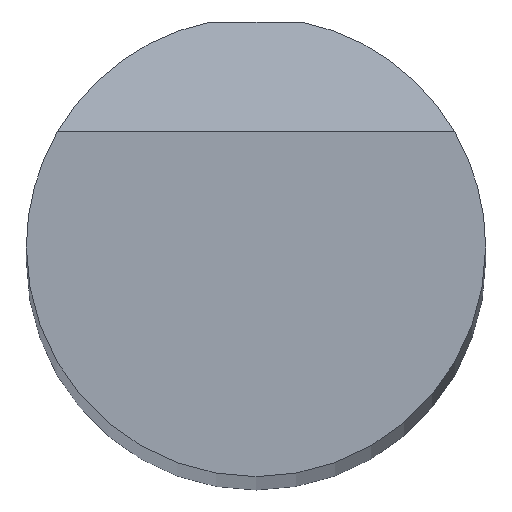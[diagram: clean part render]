
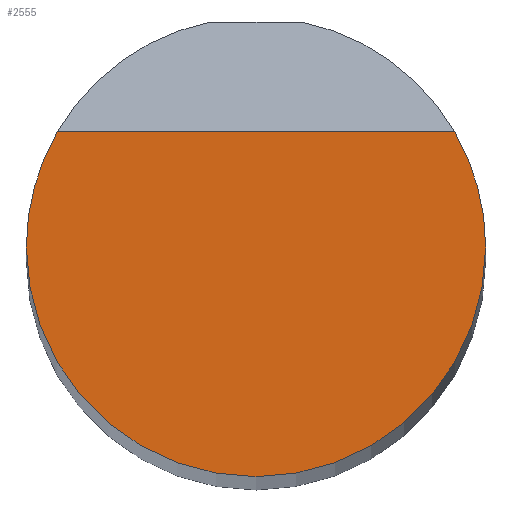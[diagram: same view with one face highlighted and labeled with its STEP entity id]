
A CAD part, top view. The second image highlights one B-rep face of the part: STEP entity #2555.
In plain terms, the highlighted planar face has unit normal (0, 0, 1).
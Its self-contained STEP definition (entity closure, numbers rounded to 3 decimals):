
#72 = ORIENTED_EDGE ( 'NONE', *, *, #1409, .T. ) ;
#331 = CIRCLE ( 'NONE', #4296, 15. ) ;
#569 = CARTESIAN_POINT ( 'NONE',  ( -15., 0., 500. ) ) ;
#599 = CARTESIAN_POINT ( 'NONE',  ( -12.967, 7.541, 500. ) ) ;
#939 = EDGE_CURVE ( 'NONE', #5777, #1646, #6120, .T. ) ;
#959 = CARTESIAN_POINT ( 'NONE',  ( 0., 0., 500. ) ) ;
#1041 = CARTESIAN_POINT ( 'NONE',  ( 0., 0., 500. ) ) ;
#1409 = EDGE_CURVE ( 'NONE', #5777, #5860, #2605, .T. ) ;
#1435 = CARTESIAN_POINT ( 'NONE',  ( 12.967, 7.541, 500. ) ) ;
#1607 = FACE_OUTER_BOUND ( 'NONE', #5536, .T. ) ;
#1646 = VERTEX_POINT ( 'NONE', #4575 ) ;
#1647 = AXIS2_PLACEMENT_3D ( 'NONE', #4779, #2083, #4316 ) ;
#1721 = DIRECTION ( 'NONE',  ( 0., 0., -1. ) ) ;
#2083 = DIRECTION ( 'NONE',  ( 0., 0., -1. ) ) ;
#2249 = DIRECTION ( 'NONE',  ( -1., 0., 0. ) ) ;
#2386 = AXIS2_PLACEMENT_3D ( 'NONE', #6106, #1721, #2249 ) ;
#2484 = AXIS2_PLACEMENT_3D ( 'NONE', #959, #3680, #4754 ) ;
#2555 = ADVANCED_FACE ( 'NONE', ( #1607 ), #5933, .T. ) ;
#2579 = EDGE_CURVE ( 'NONE', #6446, #5860, #331, .T. ) ;
#2589 = ORIENTED_EDGE ( 'NONE', *, *, #6484, .F. ) ;
#2605 = LINE ( 'NONE', #2643, #2807 ) ;
#2643 = CARTESIAN_POINT ( 'NONE',  ( 0., 7.541, 500. ) ) ;
#2807 = VECTOR ( 'NONE', #6950, 1000. ) ;
#3680 = DIRECTION ( 'NONE',  ( 0., 0., 1. ) ) ;
#3739 = ORIENTED_EDGE ( 'NONE', *, *, #939, .F. ) ;
#4177 = DIRECTION ( 'NONE',  ( -1., 0., 0. ) ) ;
#4296 = AXIS2_PLACEMENT_3D ( 'NONE', #1041, #6869, #4177 ) ;
#4316 = DIRECTION ( 'NONE',  ( -1., 0., 0. ) ) ;
#4575 = CARTESIAN_POINT ( 'NONE',  ( 15., 0., 500. ) ) ;
#4754 = DIRECTION ( 'NONE',  ( 1., 0., 0. ) ) ;
#4779 = CARTESIAN_POINT ( 'NONE',  ( 0., 0., 500. ) ) ;
#5421 = ORIENTED_EDGE ( 'NONE', *, *, #2579, .F. ) ;
#5536 = EDGE_LOOP ( 'NONE', ( #3739, #72, #5421, #2589 ) ) ;
#5713 = CIRCLE ( 'NONE', #1647, 15. ) ;
#5777 = VERTEX_POINT ( 'NONE', #1435 ) ;
#5860 = VERTEX_POINT ( 'NONE', #599 ) ;
#5933 = PLANE ( 'NONE',  #2484 ) ;
#6106 = CARTESIAN_POINT ( 'NONE',  ( 0., 0., 500. ) ) ;
#6120 = CIRCLE ( 'NONE', #2386, 15. ) ;
#6446 = VERTEX_POINT ( 'NONE', #569 ) ;
#6484 = EDGE_CURVE ( 'NONE', #1646, #6446, #5713, .T. ) ;
#6869 = DIRECTION ( 'NONE',  ( 0., 0., -1. ) ) ;
#6950 = DIRECTION ( 'NONE',  ( -1., 0., 0. ) ) ;
